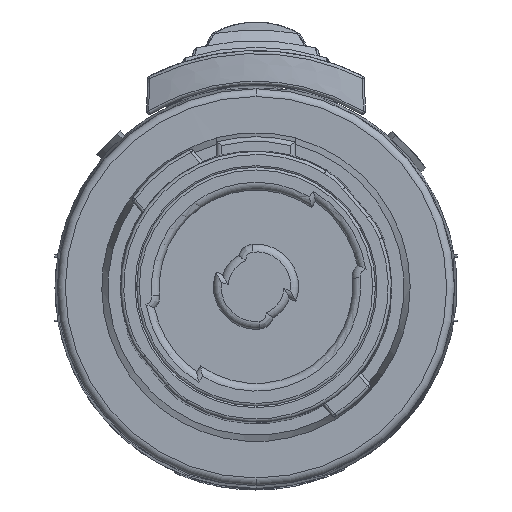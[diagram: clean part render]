
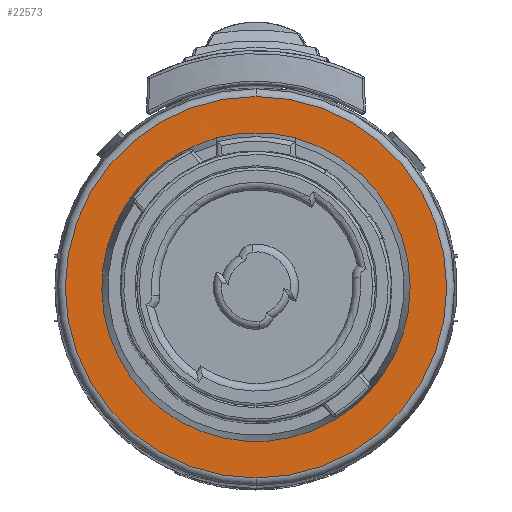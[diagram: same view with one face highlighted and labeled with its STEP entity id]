
A CAD part, top view. The second image highlights one B-rep face of the part: STEP entity #22573.
In plain terms, the highlighted planar face has unit normal (0, 0, 1).
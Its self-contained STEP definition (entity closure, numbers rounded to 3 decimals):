
#944=DIRECTION('',(0.,-1.,0.));
#945=VECTOR('',#944,0.029);
#946=CARTESIAN_POINT('',(-2.55,9.669,-0.305));
#947=LINE('',#946,#945);
#955=CARTESIAN_POINT('',(0.,0.,-0.3));
#956=DIRECTION('',(0.,0.,1.));
#957=DIRECTION('',(0.,1.,0.));
#958=AXIS2_PLACEMENT_3D('',#955,#956,#957);
#960=CARTESIAN_POINT('',(0.,0.,-0.3));
#961=DIRECTION('',(0.,0.,-1.));
#962=DIRECTION('',(0.,1.,0.));
#963=AXIS2_PLACEMENT_3D('',#960,#961,#962);
#17548=CARTESIAN_POINT('',(2.55,9.64,-0.3));
#17549=CARTESIAN_POINT('',(2.665,9.61,-0.3));
#17550=CARTESIAN_POINT('',(2.904,9.541,-0.3));
#17551=CARTESIAN_POINT('',(3.292,9.415,-0.3));
#17552=CARTESIAN_POINT('',(3.711,9.258,-0.3));
#17553=CARTESIAN_POINT('',(4.161,9.066,-0.3));
#17554=CARTESIAN_POINT('',(4.645,8.829,-0.3));
#17555=CARTESIAN_POINT('',(5.162,8.538,-0.3));
#17556=CARTESIAN_POINT('',(5.711,8.182,-0.3));
#17557=CARTESIAN_POINT('',(6.29,7.748,-0.3));
#17558=CARTESIAN_POINT('',(6.894,7.219,-0.3));
#17559=CARTESIAN_POINT('',(7.514,6.576,-0.3));
#17560=CARTESIAN_POINT('',(8.136,5.796,-0.3));
#17561=CARTESIAN_POINT('',(8.737,4.852,-0.3));
#17562=CARTESIAN_POINT('',(9.285,3.715,-0.3));
#17563=CARTESIAN_POINT('',(9.727,2.358,-0.3));
#17564=CARTESIAN_POINT('',(9.996,0.738,-0.3));
#17565=CARTESIAN_POINT('',(9.967,-1.121,-0.3));
#17566=CARTESIAN_POINT('',(9.581,-2.964,-0.3));
#17567=CARTESIAN_POINT('',(8.861,-4.697,-0.3));
#17568=CARTESIAN_POINT('',(7.83,-6.268,-0.3));
#17569=CARTESIAN_POINT('',(6.524,-7.618,-0.3));
#17570=CARTESIAN_POINT('',(4.989,-8.701,-0.3));
#17571=CARTESIAN_POINT('',(3.279,-9.478,-0.3));
#17572=CARTESIAN_POINT('',(1.454,-9.923,-0.3));
#17573=CARTESIAN_POINT('',(-0.422,-10.02,-0.3));
#17574=CARTESIAN_POINT('',(-2.284,-9.766,-0.3));
#17575=CARTESIAN_POINT('',(-4.065,-9.169,-0.3));
#17576=CARTESIAN_POINT('',(-5.703,-8.25,-0.3));
#17577=CARTESIAN_POINT('',(-7.142,-7.042,-0.3));
#17578=CARTESIAN_POINT('',(-8.329,-5.586,-0.3));
#17579=CARTESIAN_POINT('',(-9.225,-3.935,-0.3));
#17580=CARTESIAN_POINT('',(-9.797,-2.146,-0.3));
#17581=CARTESIAN_POINT('',(-10.026,-0.281,-0.3));
#17582=CARTESIAN_POINT('',(-9.901,1.594,-0.3));
#17583=CARTESIAN_POINT('',(-9.434,3.406,-0.3));
#17584=CARTESIAN_POINT('',(-8.622,5.122,-0.3));
#17585=CARTESIAN_POINT('',(-7.578,6.549,-0.3));
#17586=CARTESIAN_POINT('',(-6.499,7.605,-0.3));
#17587=CARTESIAN_POINT('',(-5.424,8.397,-0.3));
#17588=CARTESIAN_POINT('',(-4.396,8.972,-0.3));
#17589=CARTESIAN_POINT('',(-3.431,9.379,-0.3));
#17590=CARTESIAN_POINT('',(-2.835,9.565,-0.3));
#17591=CARTESIAN_POINT('',(-2.55,9.64,-0.3));
#17593=DIRECTION('',(0.,1.,0.));
#17594=VECTOR('',#17593,0.029);
#17595=CARTESIAN_POINT('',(2.55,9.64,-0.305));
#17596=LINE('',#17595,#17594);
#17673=CARTESIAN_POINT('',(0.,0.,-0.308));
#17674=DIRECTION('',(0.,0.,1.));
#17675=DIRECTION('',(0.255,0.967,0.));
#17676=AXIS2_PLACEMENT_3D('',#17673,#17674,#17675);
#18567=CARTESIAN_POINT('',(0.,12.33,-0.3));
#18569=VERTEX_POINT('',#18567);
#18574=CARTESIAN_POINT('',(0.,-12.33,-0.3));
#18575=VERTEX_POINT('',#18574);
#21155=CARTESIAN_POINT('',(2.55,9.64,-0.305));
#21156=CARTESIAN_POINT('',(2.55,9.669,-0.305));
#21157=VERTEX_POINT('',#21155);
#21158=VERTEX_POINT('',#21156);
#21163=CARTESIAN_POINT('',(-2.55,9.669,-0.305));
#21164=CARTESIAN_POINT('',(-2.55,9.64,-0.305));
#21165=VERTEX_POINT('',#21163);
#21166=VERTEX_POINT('',#21164);
#22553=CARTESIAN_POINT('',(0.,0.,-0.3));
#22554=DIRECTION('',(0.,0.,-1.));
#22555=DIRECTION('',(0.,-1.,0.));
#22556=AXIS2_PLACEMENT_3D('',#22553,#22554,#22555);
#22557=PLANE('',#22556);
#22559=ORIENTED_EDGE('',*,*,#22558,.F.);
#22561=ORIENTED_EDGE('',*,*,#22560,.T.);
#22562=EDGE_LOOP('',(#22559,#22561));
#22563=FACE_OUTER_BOUND('',#22562,.F.);
#22565=ORIENTED_EDGE('',*,*,#22564,.F.);
#22567=ORIENTED_EDGE('',*,*,#22566,.T.);
#22569=ORIENTED_EDGE('',*,*,#22568,.T.);
#22570=ORIENTED_EDGE('',*,*,#22541,.T.);
#22571=EDGE_LOOP('',(#22565,#22567,#22569,#22570));
#22572=FACE_BOUND('',#22571,.F.);
#22573=ADVANCED_FACE('',(#22563,#22572),#22557,.F.);
#959=CIRCLE('',#958,12.33);
#964=CIRCLE('',#963,12.33);
#17592=B_SPLINE_CURVE_WITH_KNOTS('',3,(#17548,#17549,#17550,#17551,#17552,
#17553,#17554,#17555,#17556,#17557,#17558,#17559,#17560,#17561,#17562,#17563,
#17564,#17565,#17566,#17567,#17568,#17569,#17570,#17571,#17572,#17573,#17574,
#17575,#17576,#17577,#17578,#17579,#17580,#17581,#17582,#17583,#17584,#17585,
#17586,#17587,#17588,#17589,#17590,#17591),.UNSPECIFIED.,.F.,.F.,(4,1,1,1,1,1,1,
1,1,1,1,1,1,1,1,1,1,1,1,1,1,1,1,1,1,1,1,1,1,1,1,1,1,1,1,1,1,1,1,1,1,4),(0.,
0.024,0.049,0.073,0.098,
0.122,0.146,0.171,0.195,
0.22,0.244,0.268,0.293,
0.317,0.341,0.366,0.39,
0.415,0.439,0.463,0.488,
0.512,0.537,0.561,0.585,
0.61,0.634,0.659,0.683,
0.707,0.732,0.756,0.78,
0.805,0.829,0.854,0.878,
0.902,0.927,0.951,0.976,1.),
.UNSPECIFIED.);
#17677=CIRCLE('',#17676,10.);
#22541=EDGE_CURVE('',#21165,#21166,#947,.T.);
#22558=EDGE_CURVE('',#18569,#18575,#959,.T.);
#22560=EDGE_CURVE('',#18569,#18575,#964,.T.);
#22564=EDGE_CURVE('',#21157,#21166,#17592,.T.);
#22566=EDGE_CURVE('',#21157,#21158,#17596,.T.);
#22568=EDGE_CURVE('',#21158,#21165,#17677,.T.);
